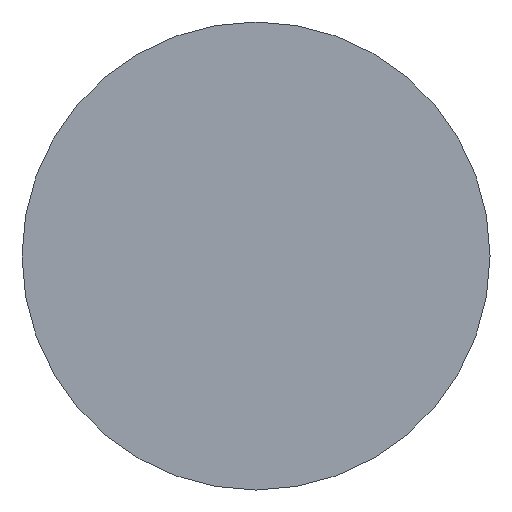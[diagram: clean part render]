
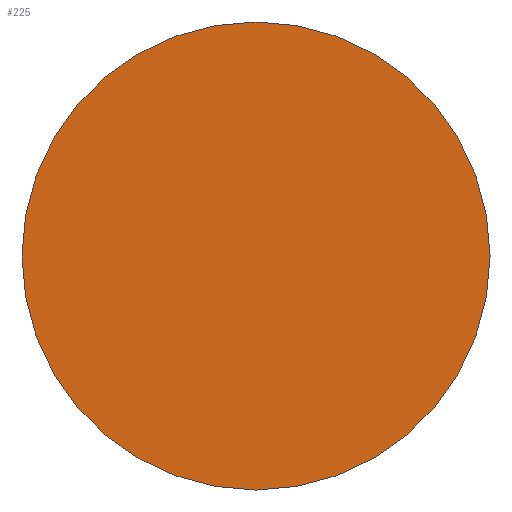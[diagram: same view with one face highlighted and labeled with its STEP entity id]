
A CAD part, front view. The second image highlights one B-rep face of the part: STEP entity #225.
In plain terms, the highlighted planar face has unit normal (0, -1, 0).
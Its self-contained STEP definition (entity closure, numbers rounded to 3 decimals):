
#131=EDGE_CURVE('',#145,#181,#308,.T.);
#145=VERTEX_POINT('',#323);
#167=EDGE_CURVE('',#181,#145,#349,.T.);
#181=VERTEX_POINT('',#363);
#225=ADVANCED_FACE('',(#412),#413,.T.);
#308=CIRCLE('',#505,25.0);
#323=CARTESIAN_POINT('',(25.0,-30.0,0.));
#349=CIRCLE('',#557,25.0);
#363=CARTESIAN_POINT('',(-25.0,-30.0,0.));
#412=FACE_OUTER_BOUND('',#635,.T.);
#413=PLANE('',#636);
#505=AXIS2_PLACEMENT_3D('',#725,#726,#727);
#557=AXIS2_PLACEMENT_3D('',#774,#775,#776);
#635=EDGE_LOOP('',(#845,#846));
#636=AXIS2_PLACEMENT_3D('',#847,#848,#849);
#725=CARTESIAN_POINT('',(0.0,-30.0,0.));
#726=DIRECTION('',(0.0,-1.0,0.));
#727=DIRECTION('',(1.0,0.0,0.0));
#774=CARTESIAN_POINT('',(0.0,-30.0,0.));
#775=DIRECTION('',(0.0,-1.0,0.));
#776=DIRECTION('',(1.0,0.0,0.0));
#845=ORIENTED_EDGE('',*,*,#131,.T.);
#846=ORIENTED_EDGE('',*,*,#167,.T.);
#847=CARTESIAN_POINT('',(0.0,-30.0,0.));
#848=DIRECTION('',(0.0,-1.0,0.));
#849=DIRECTION('',(1.0,0.0,0.0));
